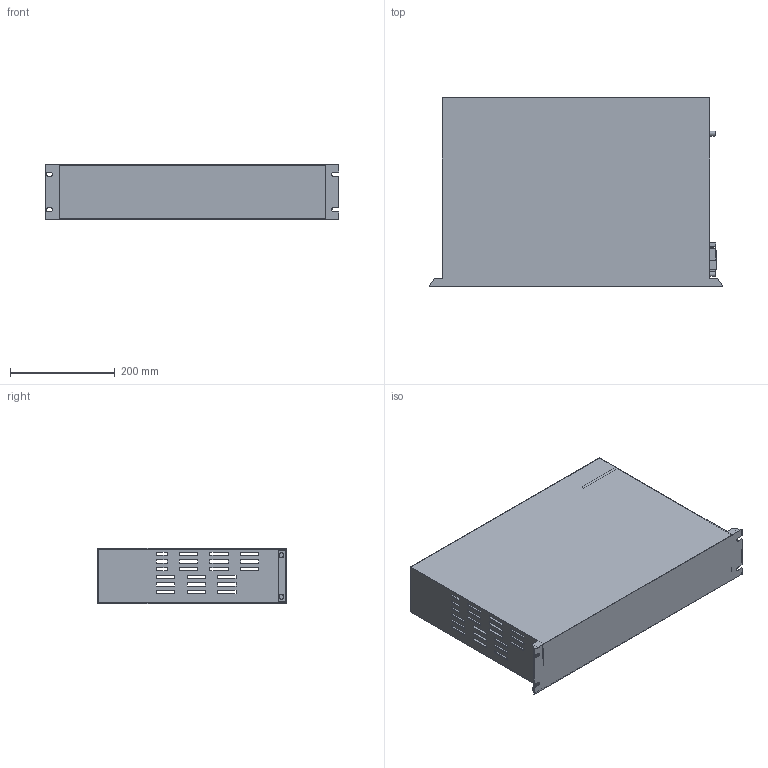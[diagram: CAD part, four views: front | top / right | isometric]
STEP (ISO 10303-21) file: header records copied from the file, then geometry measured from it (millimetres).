
FILE_DESCRIPTION((''),'2;1');
FILE_NAME('FILTER_MODULE_OUT','2023-07-11T11:50:25',('U388355'),('Danfoss Power Electronics'),'CREO PARAMETRIC BY PTC INC, 2020342','CREO PARAMETRIC BY PTC INC, 2020342','');
FILE_SCHEMA(('CONFIG_CONTROL_DESIGN','GEOMETRIC_VALIDATION_PROPERTIES_MIM'));
Length unit declared in the file: millimetre
Products named in the file (1): FILTER_MODULE_OUT
Bounding box: 560 x 360.6 x 105 mm (x, y, z)
Volume: 829260.8 mm3; surface area: 1127134.8 mm2
Topology: 2 solids, 2 shells, 979 faces, 2684 edges, 1784 vertices
Faces by surface type: plane 817, extrusion 115, cylinder 47
Entity records: 33709 total; most frequent: CARTESIAN_POINT 8572, ORIENTED_EDGE 5368, DIRECTION 4396, EDGE_CURVE 2684, VECTOR 2456, LINE 2341, VERTEX_POINT 1784, EDGE_LOOP 1160
